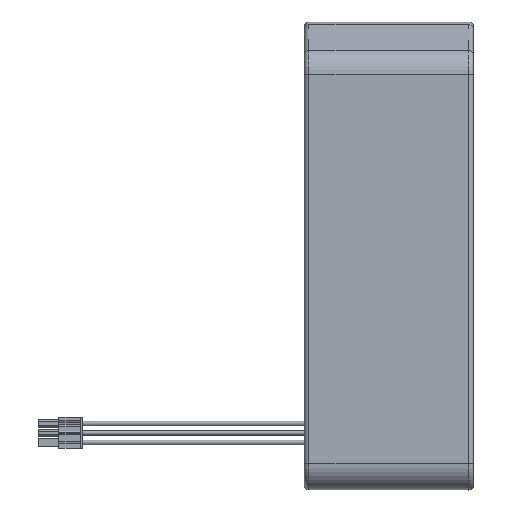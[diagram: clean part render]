
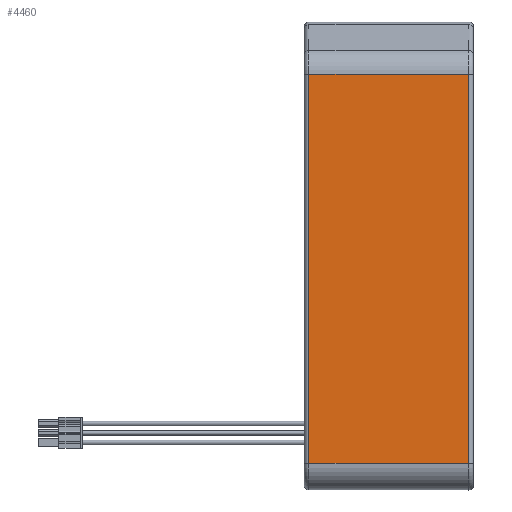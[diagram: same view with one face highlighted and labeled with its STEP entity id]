
A CAD part, left-side view. The second image highlights one B-rep face of the part: STEP entity #4460.
In plain terms, the highlighted planar face has unit normal (-1, 0, 0).
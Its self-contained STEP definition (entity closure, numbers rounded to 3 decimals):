
#97=DIRECTION('',(0.,0.,1.));
#98=VECTOR('',#97,172.713);
#99=CARTESIAN_POINT('',(-12.893,2.,-31.227));
#100=LINE('',#99,#98);
#181=DIRECTION('',(0.,1.,0.));
#182=VECTOR('',#181,71.);
#183=CARTESIAN_POINT('',(-12.851,2.,141.486));
#184=LINE('',#183,#182);
#289=DIRECTION('',(0.,0.,-1.));
#290=VECTOR('',#289,172.713);
#291=CARTESIAN_POINT('',(-12.851,73.,141.486));
#292=LINE('',#291,#290);
#297=DIRECTION('',(0.,-1.,0.));
#298=VECTOR('',#297,71.);
#299=CARTESIAN_POINT('',(-12.893,73.,-31.227));
#300=LINE('',#299,#298);
#3118=CARTESIAN_POINT('',(-12.893,2.,
-31.227));
#3119=VERTEX_POINT('',#3118);
#3120=CARTESIAN_POINT('',(-12.851,2.,141.486));
#3121=VERTEX_POINT('',#3120);
#3135=CARTESIAN_POINT('',(-12.851,73.,141.486));
#3137=VERTEX_POINT('',#3135);
#3178=CARTESIAN_POINT('',(-12.893,73.,
-31.227));
#3179=VERTEX_POINT('',#3178);
#4448=CARTESIAN_POINT('',(-12.872,37.5,55.129));
#4449=DIRECTION('',(1.,0.,0.));
#4450=DIRECTION('',(0.,0.,1.));
#4451=AXIS2_PLACEMENT_3D('',#4448,#4449,#4450);
#4452=PLANE('',#4451);
#4453=ORIENTED_EDGE('',*,*,#4129,.F.);
#4455=ORIENTED_EDGE('',*,*,#4454,.F.);
#4456=ORIENTED_EDGE('',*,*,#4435,.F.);
#4457=ORIENTED_EDGE('',*,*,#4299,.F.);
#4458=EDGE_LOOP('',(#4453,#4455,#4456,#4457));
#4459=FACE_OUTER_BOUND('',#4458,.F.);
#4460=ADVANCED_FACE('',(#4459),#4452,.F.);
#4129=EDGE_CURVE('',#3119,#3121,#100,.T.);
#4299=EDGE_CURVE('',#3121,#3137,#184,.T.);
#4435=EDGE_CURVE('',#3137,#3179,#292,.T.);
#4454=EDGE_CURVE('',#3179,#3119,#300,.T.);
